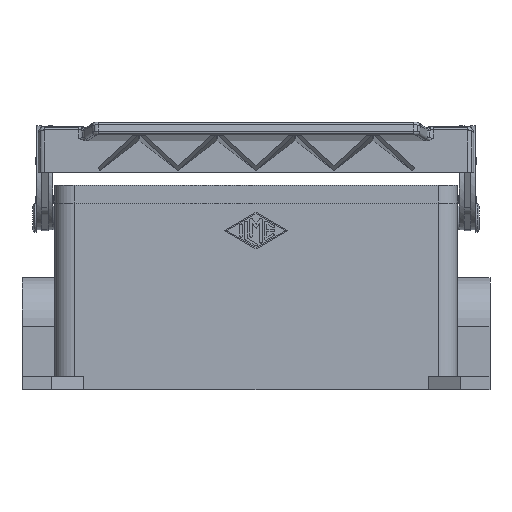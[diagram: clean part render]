
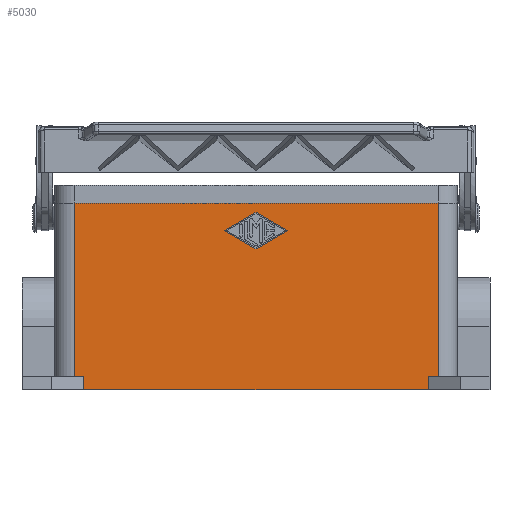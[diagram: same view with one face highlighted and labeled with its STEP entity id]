
A CAD part, front view. The second image highlights one B-rep face of the part: STEP entity #5030.
In plain terms, the highlighted planar face has unit normal (0, -1, 0).
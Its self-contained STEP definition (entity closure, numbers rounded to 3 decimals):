
#4188=CARTESIAN_POINT('',(-9.75,-21.75,15.));
#4189=VERTEX_POINT('',#4188);
#4196=CARTESIAN_POINT('',(0.,-21.75,9.375));
#4197=VERTEX_POINT('',#4196);
#4198=CARTESIAN_POINT('',(0.,-21.75,9.375));
#4199=DIRECTION('',(-0.866,0.0,0.5));
#4200=VECTOR('',#4199,11.256);
#4201=LINE('',#4198,#4200);
#4202=EDGE_CURVE('',#4197,#4189,#4201,.T.);
#4227=CARTESIAN_POINT('',(9.75,-21.75,15.));
#4228=VERTEX_POINT('',#4227);
#4229=CARTESIAN_POINT('',(9.75,-21.75,15.));
#4230=DIRECTION('',(-0.866,0.0,-0.5));
#4231=VECTOR('',#4230,11.256);
#4232=LINE('',#4229,#4231);
#4233=EDGE_CURVE('',#4228,#4197,#4232,.T.);
#4258=CARTESIAN_POINT('',(0.,-21.75,20.625));
#4259=VERTEX_POINT('',#4258);
#4260=CARTESIAN_POINT('',(0.,-21.75,20.625));
#4261=DIRECTION('',(0.866,0.0,-0.5));
#4262=VECTOR('',#4261,11.256);
#4263=LINE('',#4260,#4262);
#4264=EDGE_CURVE('',#4259,#4228,#4263,.T.);
#4287=CARTESIAN_POINT('',(-9.75,-21.75,15.));
#4288=DIRECTION('',(0.866,0.0,0.5));
#4289=VECTOR('',#4288,11.256);
#4290=LINE('',#4287,#4289);
#4291=EDGE_CURVE('',#4189,#4259,#4290,.T.);
#4953=CARTESIAN_POINT('',(53.0,-21.75,-34.0));
#4954=DIRECTION('',(0.0,-1.0,0.0));
#4955=DIRECTION('',(0.0,0.0,-1.0));
#4956=AXIS2_PLACEMENT_3D('',#4953,#4954,#4955);
#4957=PLANE('',#4956);
#4958=CARTESIAN_POINT('',(-53.0,-21.75,-34.0));
#4959=VERTEX_POINT('',#4958);
#4960=CARTESIAN_POINT('',(-53.0,-21.75,-30.));
#4961=VERTEX_POINT('',#4960);
#4962=CARTESIAN_POINT('',(-53.0,-21.75,-34.0));
#4963=DIRECTION('',(0.0,0.0,1.0));
#4964=VECTOR('',#4963,4.);
#4965=LINE('',#4962,#4964);
#4966=EDGE_CURVE('',#4959,#4961,#4965,.T.);
#4967=ORIENTED_EDGE('',*,*,#4966,.F.);
#4968=CARTESIAN_POINT('',(53.0,-21.75,-34.0));
#4969=VERTEX_POINT('',#4968);
#4970=CARTESIAN_POINT('',(53.0,-21.75,-34.0));
#4971=DIRECTION('',(-1.0,0.0,0.0));
#4972=VECTOR('',#4971,106.0);
#4973=LINE('',#4970,#4972);
#4974=EDGE_CURVE('',#4969,#4959,#4973,.T.);
#4975=ORIENTED_EDGE('',*,*,#4974,.F.);
#4976=CARTESIAN_POINT('',(53.0,-21.75,-30.));
#4977=VERTEX_POINT('',#4976);
#4978=CARTESIAN_POINT('',(53.0,-21.75,-34.0));
#4979=DIRECTION('',(0.0,0.0,1.0));
#4980=VECTOR('',#4979,4.);
#4981=LINE('',#4978,#4980);
#4982=EDGE_CURVE('',#4969,#4977,#4981,.T.);
#4983=ORIENTED_EDGE('',*,*,#4982,.T.);
#4984=CARTESIAN_POINT('',(56.0,-21.75,-30.));
#4985=VERTEX_POINT('',#4984);
#4986=CARTESIAN_POINT('',(56.0,-21.75,-30.));
#4987=DIRECTION('',(-1.0,0.0,0.0));
#4988=VECTOR('',#4987,3.0);
#4989=LINE('',#4986,#4988);
#4990=EDGE_CURVE('',#4985,#4977,#4989,.T.);
#4991=ORIENTED_EDGE('',*,*,#4990,.F.);
#4992=CARTESIAN_POINT('',(56.0,-21.75,23.5));
#4993=VERTEX_POINT('',#4992);
#4994=CARTESIAN_POINT('',(56.0,-21.75,-30.));
#4995=DIRECTION('',(0.0,0.0,1.0));
#4996=VECTOR('',#4995,53.5);
#4997=LINE('',#4994,#4996);
#4998=EDGE_CURVE('',#4985,#4993,#4997,.T.);
#4999=ORIENTED_EDGE('',*,*,#4998,.T.);
#5000=CARTESIAN_POINT('',(-56.0,-21.75,23.5));
#5001=VERTEX_POINT('',#5000);
#5002=CARTESIAN_POINT('',(56.0,-21.75,23.5));
#5003=DIRECTION('',(-1.0,0.0,0.0));
#5004=VECTOR('',#5003,112.0);
#5005=LINE('',#5002,#5004);
#5006=EDGE_CURVE('',#4993,#5001,#5005,.T.);
#5007=ORIENTED_EDGE('',*,*,#5006,.T.);
#5008=CARTESIAN_POINT('',(-56.0,-21.75,-30.));
#5009=VERTEX_POINT('',#5008);
#5010=CARTESIAN_POINT('',(-56.0,-21.75,-30.));
#5011=DIRECTION('',(0.0,0.0,1.0));
#5012=VECTOR('',#5011,53.5);
#5013=LINE('',#5010,#5012);
#5014=EDGE_CURVE('',#5009,#5001,#5013,.T.);
#5015=ORIENTED_EDGE('',*,*,#5014,.F.);
#5016=CARTESIAN_POINT('',(-53.0,-21.75,-30.));
#5017=DIRECTION('',(-1.0,0.0,0.0));
#5018=VECTOR('',#5017,3.0);
#5019=LINE('',#5016,#5018);
#5020=EDGE_CURVE('',#4961,#5009,#5019,.T.);
#5021=ORIENTED_EDGE('',*,*,#5020,.F.);
#5022=EDGE_LOOP('',(#4967,#4975,#4983,#4991,#4999,#5007,#5015,#5021));
#5023=FACE_OUTER_BOUND('',#5022,.T.);
#5024=ORIENTED_EDGE('',*,*,#4202,.T.);
#5025=ORIENTED_EDGE('',*,*,#4291,.T.);
#5026=ORIENTED_EDGE('',*,*,#4264,.T.);
#5027=ORIENTED_EDGE('',*,*,#4233,.T.);
#5028=EDGE_LOOP('',(#5024,#5025,#5026,#5027));
#5029=FACE_BOUND('',#5028,.T.);
#5030=ADVANCED_FACE('',(#5023,#5029),#4957,.T.);
